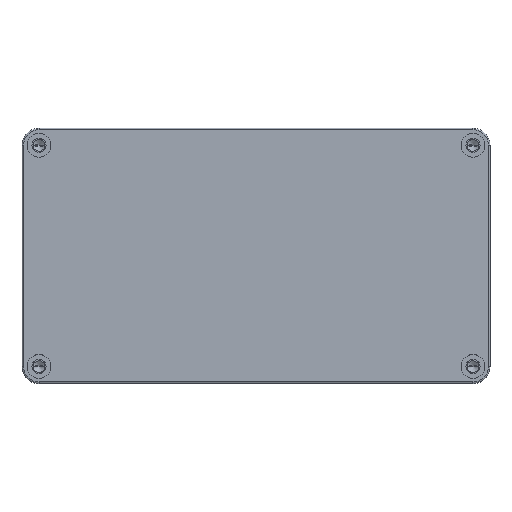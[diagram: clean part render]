
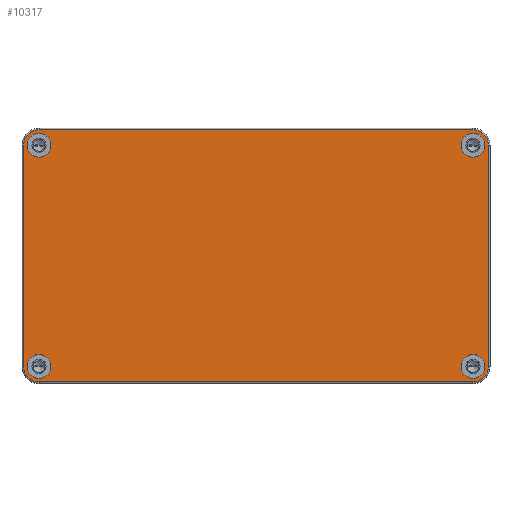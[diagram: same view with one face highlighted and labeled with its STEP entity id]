
A CAD part, top view. The second image highlights one B-rep face of the part: STEP entity #10317.
In plain terms, the highlighted planar face has unit normal (0, 0, 1).
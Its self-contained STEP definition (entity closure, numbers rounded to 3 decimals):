
#7802=CARTESIAN_POINT('',(102.,52.,25.));
#7803=DIRECTION('',(0.,0.,1.));
#7804=DIRECTION('',(-1.,0.,0.));
#7805=AXIS2_PLACEMENT_3D('',#7802,#7803,#7804);
#7810=CARTESIAN_POINT('',(102.,52.,25.));
#7811=DIRECTION('',(0.,0.,1.));
#7812=DIRECTION('',(1.,0.,0.));
#7813=AXIS2_PLACEMENT_3D('',#7810,#7811,#7812);
#7818=CARTESIAN_POINT('',(102.,-52.,25.));
#7819=DIRECTION('',(0.,0.,-1.));
#7820=DIRECTION('',(-1.,0.,0.));
#7821=AXIS2_PLACEMENT_3D('',#7818,#7819,#7820);
#7826=CARTESIAN_POINT('',(102.,-52.,25.));
#7827=DIRECTION('',(0.,0.,-1.));
#7828=DIRECTION('',(1.,0.,0.));
#7829=AXIS2_PLACEMENT_3D('',#7826,#7827,#7828);
#7834=CARTESIAN_POINT('',(-102.,52.,25.));
#7835=DIRECTION('',(0.,0.,-1.));
#7836=DIRECTION('',(1.,0.,0.));
#7837=AXIS2_PLACEMENT_3D('',#7834,#7835,#7836);
#7842=CARTESIAN_POINT('',(-102.,52.,25.));
#7843=DIRECTION('',(0.,0.,-1.));
#7844=DIRECTION('',(-1.,0.,0.));
#7845=AXIS2_PLACEMENT_3D('',#7842,#7843,#7844);
#7850=CARTESIAN_POINT('',(-102.,-52.,25.));
#7851=DIRECTION('',(0.,0.,1.));
#7852=DIRECTION('',(1.,0.,0.));
#7853=AXIS2_PLACEMENT_3D('',#7850,#7851,#7852);
#7858=CARTESIAN_POINT('',(-102.,-52.,25.));
#7859=DIRECTION('',(0.,0.,1.));
#7860=DIRECTION('',(-1.,0.,0.));
#7861=AXIS2_PLACEMENT_3D('',#7858,#7859,#7860);
#7866=CARTESIAN_POINT('',(-102.,-52.,25.));
#7867=DIRECTION('',(0.,0.,1.));
#7868=DIRECTION('',(-1.,0.,0.));
#7869=AXIS2_PLACEMENT_3D('',#7866,#7867,#7868);
#7874=DIRECTION('',(0.,-1.,0.));
#7875=VECTOR('',#7874,104.);
#7876=CARTESIAN_POINT('',(-109.3,52.,25.));
#7877=LINE('',#7876,#7875);
#7881=CARTESIAN_POINT('',(-102.,52.,25.));
#7882=DIRECTION('',(0.,0.,1.));
#7883=DIRECTION('',(0.,1.,0.));
#7884=AXIS2_PLACEMENT_3D('',#7881,#7882,#7883);
#7889=DIRECTION('',(-1.,0.,0.));
#7890=VECTOR('',#7889,204.);
#7891=CARTESIAN_POINT('',(102.,59.3,25.));
#7892=LINE('',#7891,#7890);
#7896=CARTESIAN_POINT('',(102.,52.,25.));
#7897=DIRECTION('',(0.,0.,1.));
#7898=DIRECTION('',(1.,0.,0.));
#7899=AXIS2_PLACEMENT_3D('',#7896,#7897,#7898);
#7904=DIRECTION('',(0.,1.,0.));
#7905=VECTOR('',#7904,104.);
#7906=CARTESIAN_POINT('',(109.3,-52.,25.));
#7907=LINE('',#7906,#7905);
#7911=CARTESIAN_POINT('',(102.,-52.,25.));
#7912=DIRECTION('',(0.,0.,1.));
#7913=DIRECTION('',(0.,-1.,0.));
#7914=AXIS2_PLACEMENT_3D('',#7911,#7912,#7913);
#7919=DIRECTION('',(1.,0.,0.));
#7920=VECTOR('',#7919,204.);
#7921=CARTESIAN_POINT('',(-102.,-59.3,25.));
#7922=LINE('',#7921,#7920);
#9668=CARTESIAN_POINT('',(96.4,52.,25.));
#9669=CARTESIAN_POINT('',(107.6,52.,25.));
#9670=VERTEX_POINT('',#9668);
#9671=VERTEX_POINT('',#9669);
#9684=CARTESIAN_POINT('',(96.4,-52.,25.));
#9685=CARTESIAN_POINT('',(107.6,-52.,25.));
#9686=VERTEX_POINT('',#9684);
#9687=VERTEX_POINT('',#9685);
#9700=CARTESIAN_POINT('',(-96.4,52.,25.));
#9701=CARTESIAN_POINT('',(-107.6,52.,25.));
#9702=VERTEX_POINT('',#9700);
#9703=VERTEX_POINT('',#9701);
#9716=CARTESIAN_POINT('',(-96.4,-52.,25.));
#9717=CARTESIAN_POINT('',(-107.6,-52.,25.));
#9718=VERTEX_POINT('',#9716);
#9719=VERTEX_POINT('',#9717);
#9784=CARTESIAN_POINT('',(-109.3,-52.,25.));
#9785=CARTESIAN_POINT('',(-102.,-59.3,25.));
#9786=VERTEX_POINT('',#9784);
#9787=VERTEX_POINT('',#9785);
#9792=CARTESIAN_POINT('',(102.,-59.3,25.));
#9793=VERTEX_POINT('',#9792);
#9796=CARTESIAN_POINT('',(109.3,-52.,25.));
#9797=VERTEX_POINT('',#9796);
#9800=CARTESIAN_POINT('',(109.3,52.,25.));
#9801=VERTEX_POINT('',#9800);
#9804=CARTESIAN_POINT('',(102.,59.3,25.));
#9805=VERTEX_POINT('',#9804);
#9808=CARTESIAN_POINT('',(-102.,59.3,25.));
#9809=VERTEX_POINT('',#9808);
#9812=CARTESIAN_POINT('',(-109.3,52.,25.));
#9813=VERTEX_POINT('',#9812);
#10271=CARTESIAN_POINT('',(0.,0.,25.));
#10272=DIRECTION('',(0.,0.,1.));
#10273=DIRECTION('',(1.,0.,0.));
#10274=AXIS2_PLACEMENT_3D('',#10271,#10272,#10273);
#10275=PLANE('',#10274);
#10277=ORIENTED_EDGE('',*,*,#10276,.F.);
#10279=ORIENTED_EDGE('',*,*,#10278,.F.);
#10281=ORIENTED_EDGE('',*,*,#10280,.F.);
#10283=ORIENTED_EDGE('',*,*,#10282,.F.);
#10285=ORIENTED_EDGE('',*,*,#10284,.F.);
#10287=ORIENTED_EDGE('',*,*,#10286,.F.);
#10289=ORIENTED_EDGE('',*,*,#10288,.F.);
#10291=ORIENTED_EDGE('',*,*,#10290,.F.);
#10292=EDGE_LOOP('',(#10277,#10279,#10281,#10283,#10285,#10287,#10289,#10291));
#10293=FACE_OUTER_BOUND('',#10292,.F.);
#10295=ORIENTED_EDGE('',*,*,#10294,.F.);
#10297=ORIENTED_EDGE('',*,*,#10296,.F.);
#10298=EDGE_LOOP('',(#10295,#10297));
#10299=FACE_BOUND('',#10298,.F.);
#10301=ORIENTED_EDGE('',*,*,#10300,.F.);
#10303=ORIENTED_EDGE('',*,*,#10302,.F.);
#10304=EDGE_LOOP('',(#10301,#10303));
#10305=FACE_BOUND('',#10304,.F.);
#10307=ORIENTED_EDGE('',*,*,#10306,.T.);
#10309=ORIENTED_EDGE('',*,*,#10308,.T.);
#10310=EDGE_LOOP('',(#10307,#10309));
#10311=FACE_BOUND('',#10310,.F.);
#10312=ORIENTED_EDGE('',*,*,#10261,.T.);
#10314=ORIENTED_EDGE('',*,*,#10313,.T.);
#10315=EDGE_LOOP('',(#10312,#10314));
#10316=FACE_BOUND('',#10315,.F.);
#7806=CIRCLE('',#7805,5.6);
#7814=CIRCLE('',#7813,5.6);
#7822=CIRCLE('',#7821,5.6);
#7830=CIRCLE('',#7829,5.6);
#7838=CIRCLE('',#7837,5.6);
#7846=CIRCLE('',#7845,5.6);
#7854=CIRCLE('',#7853,5.6);
#7862=CIRCLE('',#7861,5.6);
#7870=CIRCLE('',#7869,7.3);
#7885=CIRCLE('',#7884,7.3);
#7900=CIRCLE('',#7899,7.3);
#7915=CIRCLE('',#7914,7.3);
#10261=EDGE_CURVE('',#9670,#9671,#7806,.T.);
#10276=EDGE_CURVE('',#9786,#9787,#7870,.T.);
#10278=EDGE_CURVE('',#9813,#9786,#7877,.T.);
#10280=EDGE_CURVE('',#9809,#9813,#7885,.T.);
#10282=EDGE_CURVE('',#9805,#9809,#7892,.T.);
#10284=EDGE_CURVE('',#9801,#9805,#7900,.T.);
#10286=EDGE_CURVE('',#9797,#9801,#7907,.T.);
#10288=EDGE_CURVE('',#9793,#9797,#7915,.T.);
#10290=EDGE_CURVE('',#9787,#9793,#7922,.T.);
#10294=EDGE_CURVE('',#9686,#9687,#7822,.T.);
#10296=EDGE_CURVE('',#9687,#9686,#7830,.T.);
#10300=EDGE_CURVE('',#9702,#9703,#7838,.T.);
#10302=EDGE_CURVE('',#9703,#9702,#7846,.T.);
#10306=EDGE_CURVE('',#9718,#9719,#7854,.T.);
#10308=EDGE_CURVE('',#9719,#9718,#7862,.T.);
#10313=EDGE_CURVE('',#9671,#9670,#7814,.T.);
#10317=ADVANCED_FACE('',(#10293,#10299,#10305,#10311,#10316),#10275,.T.);
